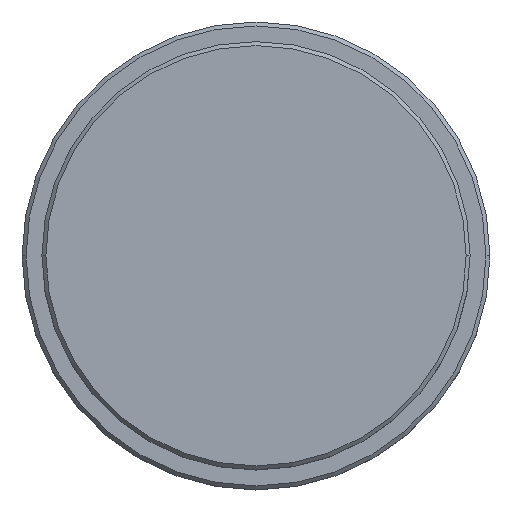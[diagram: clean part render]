
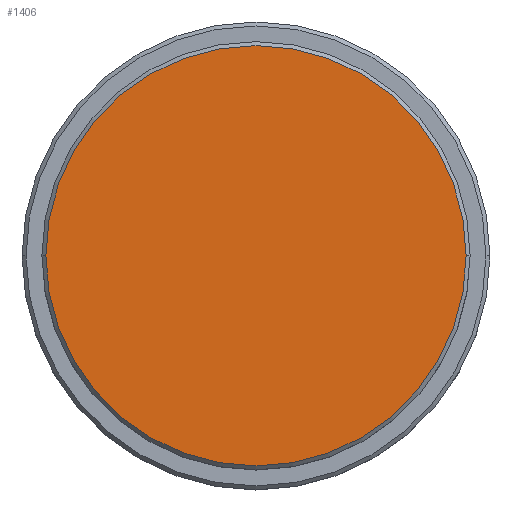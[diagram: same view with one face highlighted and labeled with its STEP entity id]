
A CAD part, top view. The second image highlights one B-rep face of the part: STEP entity #1406.
In plain terms, the highlighted planar face has unit normal (0, 0, 1).
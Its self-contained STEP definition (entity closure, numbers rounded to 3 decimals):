
#28 = ORIENTED_EDGE ( 'NONE', *, *, #1172, .T. ) ;
#72 = ORIENTED_EDGE ( 'NONE', *, *, #82, .T. ) ;
#82 = EDGE_CURVE ( 'NONE', #1123, #1386, #1358, .T. ) ;
#227 = DIRECTION ( 'NONE',  ( 1., 0., 0. ) ) ;
#337 = AXIS2_PLACEMENT_3D ( 'NONE', #529, #1092, #227 ) ;
#423 = DIRECTION ( 'NONE',  ( 0., 0., 1. ) ) ;
#444 = FACE_OUTER_BOUND ( 'NONE', #1244, .T. ) ;
#498 = AXIS2_PLACEMENT_3D ( 'NONE', #1093, #1415, #1295 ) ;
#529 = CARTESIAN_POINT ( 'NONE',  ( 0., 0., 0. ) ) ;
#640 = CARTESIAN_POINT ( 'NONE',  ( 0., 0., 0. ) ) ;
#767 = PLANE ( 'NONE',  #498 ) ;
#835 = DIRECTION ( 'NONE',  ( 1., 0., 0. ) ) ;
#1092 = DIRECTION ( 'NONE',  ( 0., 0., 1. ) ) ;
#1093 = CARTESIAN_POINT ( 'NONE',  ( 0., 0., 0. ) ) ;
#1112 = CARTESIAN_POINT ( 'NONE',  ( -26.5, 0., 0. ) ) ;
#1123 = VERTEX_POINT ( 'NONE', #1112 ) ;
#1140 = CIRCLE ( 'NONE', #1336, 26.5 ) ;
#1172 = EDGE_CURVE ( 'NONE', #1386, #1123, #1140, .T. ) ;
#1244 = EDGE_LOOP ( 'NONE', ( #72, #28 ) ) ;
#1295 = DIRECTION ( 'NONE',  ( 1., 0., 0. ) ) ;
#1301 = CARTESIAN_POINT ( 'NONE',  ( 26.5, 0., 0. ) ) ;
#1336 = AXIS2_PLACEMENT_3D ( 'NONE', #640, #423, #835 ) ;
#1358 = CIRCLE ( 'NONE', #337, 26.5 ) ;
#1386 = VERTEX_POINT ( 'NONE', #1301 ) ;
#1406 = ADVANCED_FACE ( 'NONE', ( #444 ), #767, .T. ) ;
#1415 = DIRECTION ( 'NONE',  ( 0., 0., 1. ) ) ;
